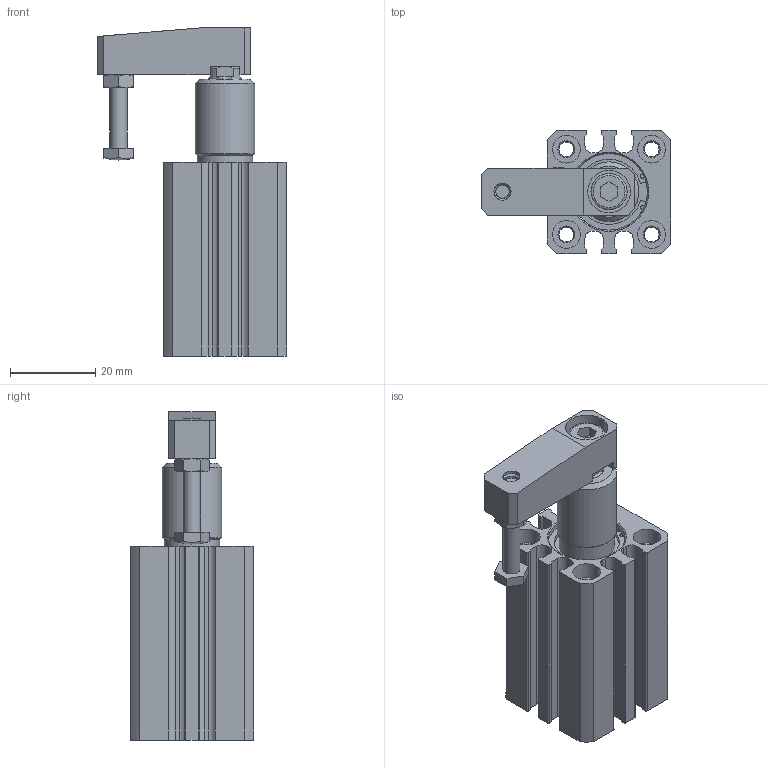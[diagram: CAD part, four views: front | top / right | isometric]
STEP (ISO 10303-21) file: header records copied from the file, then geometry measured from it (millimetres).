
FILE_DESCRIPTION( ( 'STEP AP203' ), '1' );
FILE_NAME( 'MCKC-16-10(0)-L.stp', '2020-07-14T11:57:06', ( 'License CC BY-ND 4.0' ), ( 'CADENAS' ), ' ', 'PARTsolutions', ' ' );
FILE_SCHEMA( ( 'CONFIG_CONTROL_DESIGN' ) );
Length unit declared in the file: millimetre
Products named in the file (5): MCKC-16-10(0)-L; _MCKC-16-10-L_(b); _MCKC-16-10_(r); _MCKC-16_(arm); _MCKC-16_(screw)
Assembly tree (4 placements, depth 2):
  MCKC-16-10(0)-L
    _MCKC-16-10-L_(b)
    _MCKC-16-10_(r)
    _MCKC-16_(arm)
    _MCKC-16_(screw)
Bounding box: 44.5 x 29 x 77 mm (x, y, z)
Volume: 33846.6 mm3; surface area: 20371.8 mm2
Topology: 4 solids, 4 shells, 235 faces, 580 edges, 374 vertices
Faces by surface type: plane 134, cylinder 62, cone 37, torus 1, sphere 1
Full cylindrical faces by diameter (mm): 1 x2, 3.242 x1, 3.5 x4, 4 x2, 4.134 x3, 5 x2, 5.5 x1, 6.5 x8, 8 x2, 8.5 x1, 10 x1, 13 x1, 14 x1, 16 x2, 18 x1
Entity records: 6789 total; most frequent: CARTESIAN_POINT 1261, DIRECTION 1133, ORIENTED_EDGE 1016, EDGE_CURVE 508, AXIS2_PLACEMENT_3D 417, VERTEX_POINT 361, EDGE_LOOP 321, LINE 299
